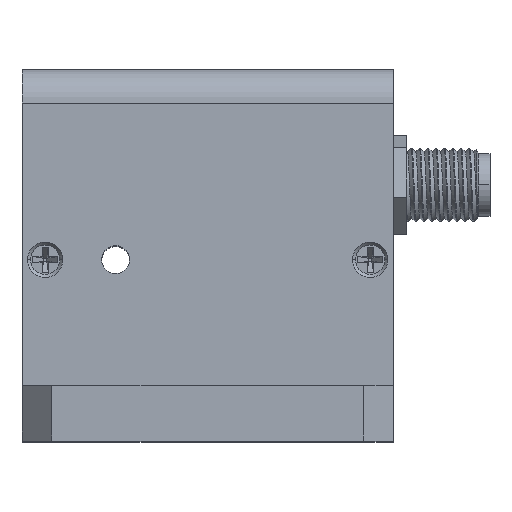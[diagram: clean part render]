
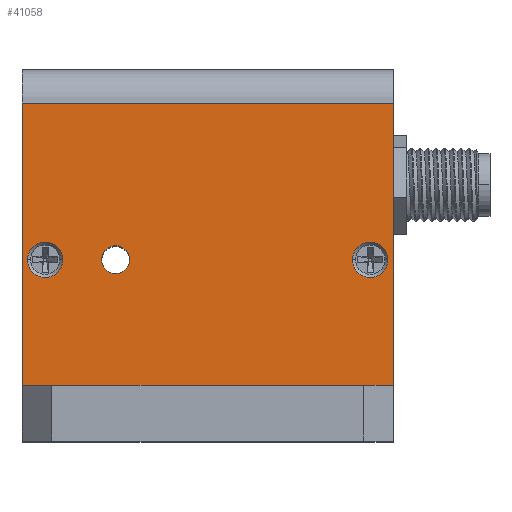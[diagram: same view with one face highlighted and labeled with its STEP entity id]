
A CAD part, top view. The second image highlights one B-rep face of the part: STEP entity #41058.
In plain terms, the highlighted planar face has unit normal (0, 0, 1).
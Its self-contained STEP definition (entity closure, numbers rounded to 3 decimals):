
#303 = VERTEX_POINT ( 'NONE', #12679 ) ;
#304 = VERTEX_POINT ( 'NONE', #12666 ) ;
#305 = VERTEX_POINT ( 'NONE', #12668 ) ;
#306 = VERTEX_POINT ( 'NONE', #12663 ) ;
#620 = VERTEX_POINT ( 'NONE', #13118 ) ;
#621 = VERTEX_POINT ( 'NONE', #13113 ) ;
#626 = VERTEX_POINT ( 'NONE', #13124 ) ;
#627 = VERTEX_POINT ( 'NONE', #13103 ) ;
#7531 = ORIENTED_EDGE ( 'NONE', *, *, #16759, .F. ) ;
#7533 = ORIENTED_EDGE ( 'NONE', *, *, #16760, .F. ) ;
#7535 = ORIENTED_EDGE ( 'NONE', *, *, #16762, .T. ) ;
#7536 = ORIENTED_EDGE ( 'NONE', *, *, #17271, .F. ) ;
#7537 = ORIENTED_EDGE ( 'NONE', *, *, #17293, .F. ) ;
#7538 = ORIENTED_EDGE ( 'NONE', *, *, #16763, .F. ) ;
#7539 = ORIENTED_EDGE ( 'NONE', *, *, #16761, .F. ) ;
#7540 = ORIENTED_EDGE ( 'NONE', *, *, #16764, .T. ) ;
#7542 = ORIENTED_EDGE ( 'NONE', *, *, #16765, .F. ) ;
#7543 = ORIENTED_EDGE ( 'NONE', *, *, #17300, .F. ) ;
#7737 = EDGE_LOOP ( 'NONE', ( #7531, #7536 ) ) ;
#7738 = EDGE_LOOP ( 'NONE', ( #7535, #7539, #7538, #7540 ) ) ;
#7739 = EDGE_LOOP ( 'NONE', ( #7542, #7543 ) ) ;
#7746 = EDGE_LOOP ( 'NONE', ( #7533, #7537 ) ) ;
#7760 = VERTEX_POINT ( 'NONE', #18682 ) ;
#7762 = VERTEX_POINT ( 'NONE', #18686 ) ;
#10237 = CARTESIAN_POINT ( 'NONE',  ( -7.874, 15.519, 24.511 ) ) ;
#10238 = DIRECTION ( 'NONE',  ( 0., 0., 1. ) ) ;
#10239 = DIRECTION ( 'NONE',  ( 1., 0., 0. ) ) ;
#10240 = CARTESIAN_POINT ( 'NONE',  ( -13.894, 15.519, 24.511 ) ) ;
#10241 = DIRECTION ( 'NONE',  ( 0., 0., 1. ) ) ;
#10242 = DIRECTION ( 'NONE',  ( 1., 0., 0. ) ) ;
#10243 = CARTESIAN_POINT ( 'NONE',  ( 15.875, 4.775, 24.511 ) ) ;
#10244 = DIRECTION ( 'NONE',  ( -1., 0., 0. ) ) ;
#10245 = CARTESIAN_POINT ( 'NONE',  ( -15.875, 4.775, 24.511 ) ) ;
#10246 = DIRECTION ( 'NONE',  ( 0., -1., 0. ) ) ;
#10247 = CARTESIAN_POINT ( 'NONE',  ( 15.875, 4.775, 24.511 ) ) ;
#10248 = DIRECTION ( 'NONE',  ( 0., -1., 0. ) ) ;
#10249 = CARTESIAN_POINT ( 'NONE',  ( 15.875, 28.905, 24.511 ) ) ;
#10250 = DIRECTION ( 'NONE',  ( -1., 0., 0. ) ) ;
#10251 = CARTESIAN_POINT ( 'NONE',  ( 13.894, 15.519, 24.511 ) ) ;
#10252 = DIRECTION ( 'NONE',  ( 0., 0., 1. ) ) ;
#10253 = DIRECTION ( 'NONE',  ( 1., 0., 0. ) ) ;
#11014 = CARTESIAN_POINT ( 'NONE',  ( -7.874, 15.519, 24.511 ) ) ;
#11015 = DIRECTION ( 'NONE',  ( 0., 0., 1. ) ) ;
#11016 = DIRECTION ( 'NONE',  ( 1., 0., 0. ) ) ;
#11068 = CARTESIAN_POINT ( 'NONE',  ( -13.894, 15.519, 24.511 ) ) ;
#11069 = DIRECTION ( 'NONE',  ( 0., 0., 1. ) ) ;
#11070 = DIRECTION ( 'NONE',  ( 1., 0., 0. ) ) ;
#11085 = CARTESIAN_POINT ( 'NONE',  ( 13.894, 15.519, 24.511 ) ) ;
#11086 = DIRECTION ( 'NONE',  ( 0., 0., 1. ) ) ;
#11087 = DIRECTION ( 'NONE',  ( 1., 0., 0. ) ) ;
#11827 = CIRCLE ( 'NONE', #11930, 1.191 ) ;
#11930 = AXIS2_PLACEMENT_3D ( 'NONE', #11014, #11015, #11016 ) ;
#11962 = CIRCLE ( 'NONE', #11963, 1.511 ) ;
#11963 = AXIS2_PLACEMENT_3D ( 'NONE', #11068, #11069, #11070 ) ;
#11989 = CIRCLE ( 'NONE', #11991, 1.511 ) ;
#11991 = AXIS2_PLACEMENT_3D ( 'NONE', #11085, #11086, #11087 ) ;
#12663 = CARTESIAN_POINT ( 'NONE',  ( 15.875, 28.905, 24.511 ) ) ;
#12666 = CARTESIAN_POINT ( 'NONE',  ( -15.875, 4.775, 24.511 ) ) ;
#12668 = CARTESIAN_POINT ( 'NONE',  ( 15.875, 4.775, 24.511 ) ) ;
#12679 = CARTESIAN_POINT ( 'NONE',  ( -15.875, 28.905, 24.511 ) ) ;
#13103 = CARTESIAN_POINT ( 'NONE',  ( 12.383, 15.519, 24.511 ) ) ;
#13113 = CARTESIAN_POINT ( 'NONE',  ( -15.405, 15.519, 24.511 ) ) ;
#13118 = CARTESIAN_POINT ( 'NONE',  ( -12.382, 15.519, 24.511 ) ) ;
#13124 = CARTESIAN_POINT ( 'NONE',  ( 15.405, 15.519, 24.511 ) ) ;
#16759 = EDGE_CURVE ( 'NONE', #7762, #7760, #55579, .T. ) ;
#16760 = EDGE_CURVE ( 'NONE', #620, #621, #55581, .T. ) ;
#16761 = EDGE_CURVE ( 'NONE', #305, #304, #30830, .T. ) ;
#16762 = EDGE_CURVE ( 'NONE', #303, #304, #30831, .T. ) ;
#16763 = EDGE_CURVE ( 'NONE', #306, #305, #30832, .T. ) ;
#16764 = EDGE_CURVE ( 'NONE', #306, #303, #30833, .T. ) ;
#16765 = EDGE_CURVE ( 'NONE', #626, #627, #55584, .T. ) ;
#17271 = EDGE_CURVE ( 'NONE', #7760, #7762, #11827, .T. ) ;
#17293 = EDGE_CURVE ( 'NONE', #621, #620, #11962, .T. ) ;
#17300 = EDGE_CURVE ( 'NONE', #627, #626, #11989, .T. ) ;
#18682 = CARTESIAN_POINT ( 'NONE',  ( -9.065, 15.519, 24.511 ) ) ;
#18686 = CARTESIAN_POINT ( 'NONE',  ( -6.683, 15.519, 24.511 ) ) ;
#30830 = LINE ( 'NONE', #10243, #55583 ) ;
#30831 = LINE ( 'NONE', #10245, #55585 ) ;
#30832 = LINE ( 'NONE', #10247, #55586 ) ;
#30833 = LINE ( 'NONE', #10249, #55588 ) ;
#31318 = FACE_BOUND ( 'NONE', #7737, .T. ) ;
#31319 = FACE_BOUND ( 'NONE', #7746, .T. ) ;
#31320 = FACE_OUTER_BOUND ( 'NONE', #7738, .T. ) ;
#31321 = FACE_BOUND ( 'NONE', #7739, .T. ) ;
#31945 = PLANE ( 'NONE',  #33169 ) ;
#31946 = CARTESIAN_POINT ( 'NONE',  ( 15.875, 4.775, 24.511 ) ) ;
#31947 = DIRECTION ( 'NONE',  ( 0., 0., -1. ) ) ;
#31948 = DIRECTION ( 'NONE',  ( -1., 0., 0. ) ) ;
#33169 = AXIS2_PLACEMENT_3D ( 'NONE', #31946, #31947, #31948 ) ;
#41058 = ADVANCED_FACE ( 'NONE', ( #31318, #31319, #31320, #31321 ), #31945, .F. ) ;
#55579 = CIRCLE ( 'NONE', #55580, 1.191 ) ;
#55580 = AXIS2_PLACEMENT_3D ( 'NONE', #10237, #10238, #10239 ) ;
#55581 = CIRCLE ( 'NONE', #55582, 1.511 ) ;
#55582 = AXIS2_PLACEMENT_3D ( 'NONE', #10240, #10241, #10242 ) ;
#55583 = VECTOR ( 'NONE', #10244, 1000. ) ;
#55584 = CIRCLE ( 'NONE', #55589, 1.511 ) ;
#55585 = VECTOR ( 'NONE', #10246, 1000. ) ;
#55586 = VECTOR ( 'NONE', #10248, 1000. ) ;
#55588 = VECTOR ( 'NONE', #10250, 1000. ) ;
#55589 = AXIS2_PLACEMENT_3D ( 'NONE', #10251, #10252, #10253 ) ;
